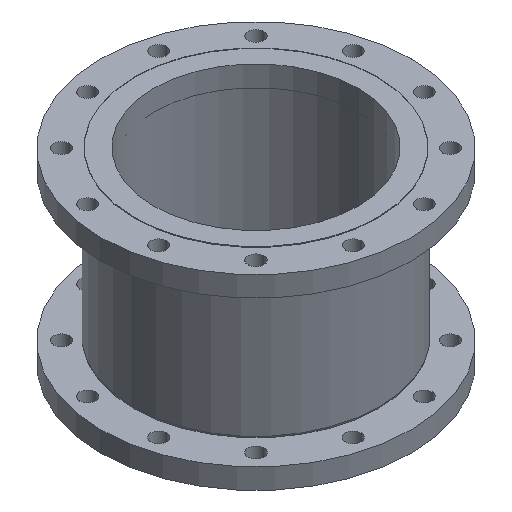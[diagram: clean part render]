
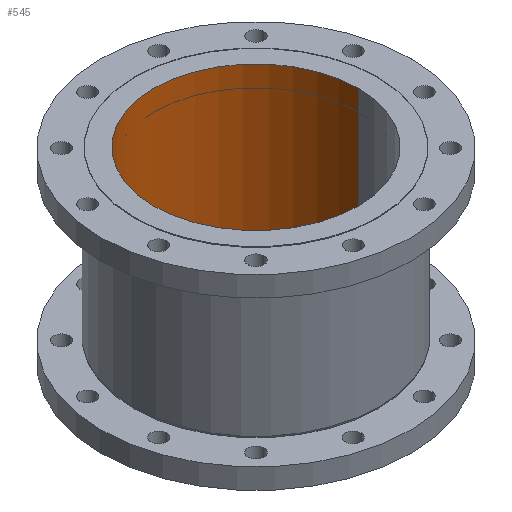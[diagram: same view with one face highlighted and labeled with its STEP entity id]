
A CAD part, isometric view. The second image highlights one B-rep face of the part: STEP entity #545.
In plain terms, the highlighted cylindrical face has radius 130 mm (diameter 260 mm), a partial arc.
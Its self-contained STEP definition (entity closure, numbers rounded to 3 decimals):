
#5 = FACE_OUTER_BOUND ( 'NONE', #19472, .T. ) ;
#76 = ORIENTED_EDGE ( 'NONE', *, *, #15373, .F. ) ;
#329 = VECTOR ( 'NONE', #19315, 1000. ) ;
#545 = ADVANCED_FACE ( 'NONE', ( #5 ), #11511, .F. ) ;
#3404 = CARTESIAN_POINT ( 'NONE',  ( 130., 0., 0. ) ) ;
#4311 = DIRECTION ( 'NONE',  ( 1., 0., 0. ) ) ;
#4741 = DIRECTION ( 'NONE',  ( 0., 0., 1. ) ) ;
#5724 = VERTEX_POINT ( 'NONE', #22268 ) ;
#5745 = EDGE_CURVE ( 'NONE', #15522, #5724, #16612, .T. ) ;
#6934 = EDGE_CURVE ( 'NONE', #25528, #15522, #15371, .T. ) ;
#7468 = ORIENTED_EDGE ( 'NONE', *, *, #5745, .T. ) ;
#8748 = DIRECTION ( 'NONE',  ( 1., 0., 0. ) ) ;
#8786 = DIRECTION ( 'NONE',  ( 0., 0., 1. ) ) ;
#8836 = CARTESIAN_POINT ( 'NONE',  ( 0., 0., -240. ) ) ;
#9117 = DIRECTION ( 'NONE',  ( 1., 0., 0. ) ) ;
#10229 = CIRCLE ( 'NONE', #17707, 130. ) ;
#10576 = AXIS2_PLACEMENT_3D ( 'NONE', #13908, #4741, #9117 ) ;
#11511 = CYLINDRICAL_SURFACE ( 'NONE', #19932, 130. ) ;
#11668 = CARTESIAN_POINT ( 'NONE',  ( -130., 0., -240. ) ) ;
#13447 = CARTESIAN_POINT ( 'NONE',  ( 130., 0., -240. ) ) ;
#13895 = ORIENTED_EDGE ( 'NONE', *, *, #27421, .F. ) ;
#13908 = CARTESIAN_POINT ( 'NONE',  ( 0., 0., 0. ) ) ;
#15371 = LINE ( 'NONE', #17424, #329 ) ;
#15373 = EDGE_CURVE ( 'NONE', #25528, #22542, #10229, .T. ) ;
#15412 = DIRECTION ( 'NONE',  ( 0., 0., 1. ) ) ;
#15522 = VERTEX_POINT ( 'NONE', #3404 ) ;
#15995 = VECTOR ( 'NONE', #8786, 1000. ) ;
#16039 = CARTESIAN_POINT ( 'NONE',  ( 0., 0., 10.973 ) ) ;
#16612 = CIRCLE ( 'NONE', #10576, 130. ) ;
#17120 = CARTESIAN_POINT ( 'NONE',  ( -130., 0., 10.973 ) ) ;
#17424 = CARTESIAN_POINT ( 'NONE',  ( 130., 0., 10.973 ) ) ;
#17701 = LINE ( 'NONE', #17120, #15995 ) ;
#17707 = AXIS2_PLACEMENT_3D ( 'NONE', #8836, #15412, #4311 ) ;
#17943 = DIRECTION ( 'NONE',  ( 0., 0., 1. ) ) ;
#19315 = DIRECTION ( 'NONE',  ( 0., 0., 1. ) ) ;
#19472 = EDGE_LOOP ( 'NONE', ( #13895, #76, #25866, #7468 ) ) ;
#19932 = AXIS2_PLACEMENT_3D ( 'NONE', #16039, #17943, #8748 ) ;
#22268 = CARTESIAN_POINT ( 'NONE',  ( -130., 0., 0. ) ) ;
#22542 = VERTEX_POINT ( 'NONE', #11668 ) ;
#25528 = VERTEX_POINT ( 'NONE', #13447 ) ;
#25866 = ORIENTED_EDGE ( 'NONE', *, *, #6934, .T. ) ;
#27421 = EDGE_CURVE ( 'NONE', #22542, #5724, #17701, .T. ) ;
